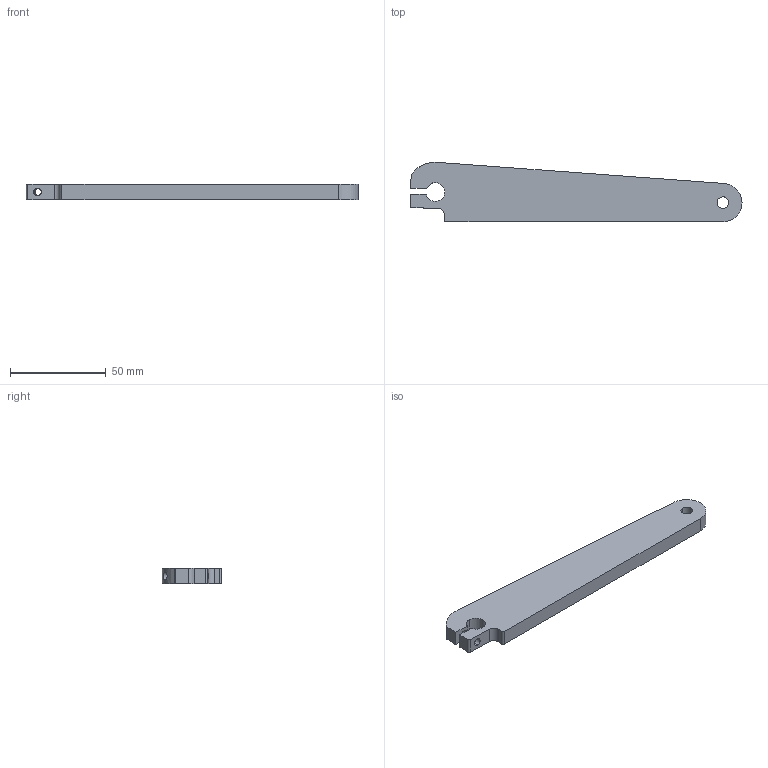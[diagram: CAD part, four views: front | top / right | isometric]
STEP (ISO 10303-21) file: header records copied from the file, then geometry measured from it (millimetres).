
FILE_DESCRIPTION (( 'STEP AP203' ), '1' );
FILE_NAME ('CanhTayTren_Simscape_Default_sldprt.STEP', '2025-03-19T09:20:32', ( '' ), ( '' ), 'SwSTEP 2.0', 'SolidWorks 2022', '' );
FILE_SCHEMA (( 'CONFIG_CONTROL_DESIGN' ));
Length unit declared in the file: millimetre
Products named in the file (1): CanhTayTren_Simscape_Default_sldprt
Bounding box: 173.17 x 31.06 x 8 mm (x, y, z)
Volume: 32638.7 mm3; surface area: 11944.6 mm2
Topology: 1 solids, 1 shells, 28 faces, 78 edges, 52 vertices
Faces by surface type: cylinder 16, plane 12
Entity records: 1113 total; most frequent: CARTESIAN_POINT 275, DIRECTION 164, ORIENTED_EDGE 156, EDGE_CURVE 78, AXIS2_PLACEMENT_3D 59, VERTEX_POINT 52, LINE 46, VECTOR 46
